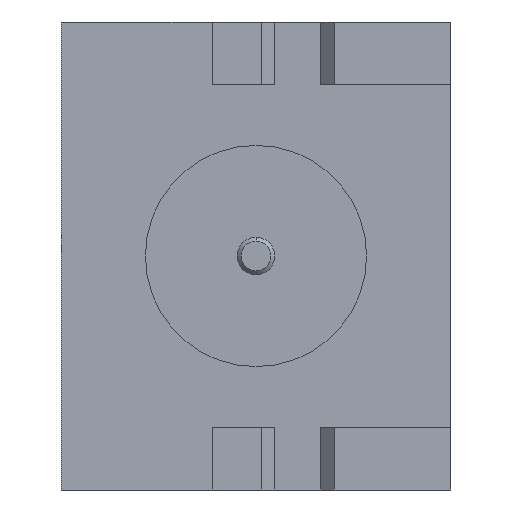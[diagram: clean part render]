
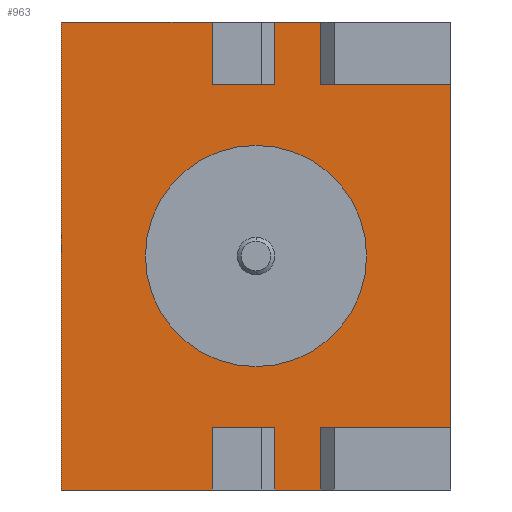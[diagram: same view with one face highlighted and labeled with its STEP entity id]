
A CAD part, left-side view. The second image highlights one B-rep face of the part: STEP entity #963.
In plain terms, the highlighted planar face has unit normal (-1, 0, 0).
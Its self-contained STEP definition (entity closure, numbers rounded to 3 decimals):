
#9 = EDGE_CURVE ( 'NONE', #2281, #1914, #289, .T. ) ;
#12 = CARTESIAN_POINT ( 'NONE',  ( -0.635, 3.96, -4.76 ) ) ;
#21 = ORIENTED_EDGE ( 'NONE', *, *, #67, .F. ) ;
#67 = EDGE_CURVE ( 'NONE', #350, #2230, #153, .T. ) ;
#84 = EDGE_CURVE ( 'NONE', #828, #2182, #1202, .T. ) ;
#122 = DIRECTION ( 'NONE',  ( 0., 0., 1. ) ) ;
#129 = EDGE_CURVE ( 'NONE', #1730, #413, #915, .T. ) ;
#133 = VERTEX_POINT ( 'NONE', #1990 ) ;
#134 = CARTESIAN_POINT ( 'NONE',  ( -0.635, 3.96, -4.76 ) ) ;
#153 = LINE ( 'NONE', #2216, #1006 ) ;
#171 = CARTESIAN_POINT ( 'NONE',  ( -0.635, -0.38, 3.49 ) ) ;
#175 = ORIENTED_EDGE ( 'NONE', *, *, #1667, .F. ) ;
#179 = LINE ( 'NONE', #934, #784 ) ;
#188 = VECTOR ( 'NONE', #411, 1000. ) ;
#209 = CARTESIAN_POINT ( 'NONE',  ( -0.635, 0., 0. ) ) ;
#241 = CARTESIAN_POINT ( 'NONE',  ( -0.635, -3.96, -4.76 ) ) ;
#261 = AXIS2_PLACEMENT_3D ( 'NONE', #521, #726, #2007 ) ;
#271 = AXIS2_PLACEMENT_3D ( 'NONE', #2415, #768, #1303 ) ;
#279 = EDGE_CURVE ( 'NONE', #133, #2000, #1489, .T. ) ;
#289 = LINE ( 'NONE', #450, #1434 ) ;
#308 = VECTOR ( 'NONE', #737, 1000. ) ;
#321 = VERTEX_POINT ( 'NONE', #819 ) ;
#324 = CARTESIAN_POINT ( 'NONE',  ( -0.635, -1.32, 4.76 ) ) ;
#350 = VERTEX_POINT ( 'NONE', #1405 ) ;
#357 = CARTESIAN_POINT ( 'NONE',  ( -0.635, -3.96, -3.49 ) ) ;
#359 = ORIENTED_EDGE ( 'NONE', *, *, #1967, .F. ) ;
#361 = CARTESIAN_POINT ( 'NONE',  ( -0.635, 3.96, 4.76 ) ) ;
#390 = LINE ( 'NONE', #1659, #736 ) ;
#405 = ORIENTED_EDGE ( 'NONE', *, *, #1146, .F. ) ;
#411 = DIRECTION ( 'NONE',  ( 0., -1., 0. ) ) ;
#413 = VERTEX_POINT ( 'NONE', #1533 ) ;
#414 = CARTESIAN_POINT ( 'NONE',  ( -0.635, -1.32, -3.49 ) ) ;
#420 = LINE ( 'NONE', #2282, #1165 ) ;
#436 = ORIENTED_EDGE ( 'NONE', *, *, #129, .F. ) ;
#450 = CARTESIAN_POINT ( 'NONE',  ( -0.635, -1.32, -4.76 ) ) ;
#473 = CARTESIAN_POINT ( 'NONE',  ( -0.635, -3.96, 4.76 ) ) ;
#478 = DIRECTION ( 'NONE',  ( 0., 0., 1. ) ) ;
#496 = CARTESIAN_POINT ( 'NONE',  ( -0.635, -0.38, 4.76 ) ) ;
#497 = CARTESIAN_POINT ( 'NONE',  ( -0.635, 0., 2.25 ) ) ;
#512 = CARTESIAN_POINT ( 'NONE',  ( -0.635, -1.32, 3.49 ) ) ;
#515 = ORIENTED_EDGE ( 'NONE', *, *, #559, .F. ) ;
#516 = LINE ( 'NONE', #134, #1090 ) ;
#521 = CARTESIAN_POINT ( 'NONE',  ( -0.635, 0., 0. ) ) ;
#524 = VERTEX_POINT ( 'NONE', #813 ) ;
#544 = ORIENTED_EDGE ( 'NONE', *, *, #1762, .F. ) ;
#556 = DIRECTION ( 'NONE',  ( 0., 0., -1. ) ) ;
#558 = ORIENTED_EDGE ( 'NONE', *, *, #9, .F. ) ;
#559 = EDGE_CURVE ( 'NONE', #2000, #758, #994, .T. ) ;
#588 = FACE_BOUND ( 'NONE', #1231, .T. ) ;
#616 = VECTOR ( 'NONE', #556, 1000. ) ;
#630 = DIRECTION ( 'NONE',  ( 0., 0., 1. ) ) ;
#695 = VECTOR ( 'NONE', #1658, 1000. ) ;
#715 = CARTESIAN_POINT ( 'NONE',  ( -0.635, -3.96, 4.76 ) ) ;
#726 = DIRECTION ( 'NONE',  ( -1., 0., 0. ) ) ;
#727 = FACE_OUTER_BOUND ( 'NONE', #2357, .T. ) ;
#736 = VECTOR ( 'NONE', #1490, 1000. ) ;
#737 = DIRECTION ( 'NONE',  ( 0., -1., 0. ) ) ;
#756 = PLANE ( 'NONE',  #271 ) ;
#758 = VERTEX_POINT ( 'NONE', #12 ) ;
#766 = ORIENTED_EDGE ( 'NONE', *, *, #1468, .F. ) ;
#768 = DIRECTION ( 'NONE',  ( 1., 0., 0. ) ) ;
#784 = VECTOR ( 'NONE', #2244, 1000. ) ;
#788 = ORIENTED_EDGE ( 'NONE', *, *, #1178, .F. ) ;
#812 = CARTESIAN_POINT ( 'NONE',  ( -0.635, -1.32, -4.76 ) ) ;
#813 = CARTESIAN_POINT ( 'NONE',  ( -0.635, -0.38, -4.76 ) ) ;
#816 = DIRECTION ( 'NONE',  ( 0., 0., -1. ) ) ;
#819 = CARTESIAN_POINT ( 'NONE',  ( -0.635, -0.38, -3.49 ) ) ;
#828 = VERTEX_POINT ( 'NONE', #497 ) ;
#843 = LINE ( 'NONE', #1768, #2107 ) ;
#857 = VECTOR ( 'NONE', #2119, 1000. ) ;
#904 = CARTESIAN_POINT ( 'NONE',  ( -0.635, 0.89, 3.49 ) ) ;
#915 = LINE ( 'NONE', #496, #695 ) ;
#934 = CARTESIAN_POINT ( 'NONE',  ( -0.635, 0.89, 4.76 ) ) ;
#940 = EDGE_CURVE ( 'NONE', #321, #133, #390, .T. ) ;
#958 = ORIENTED_EDGE ( 'NONE', *, *, #84, .F. ) ;
#961 = LINE ( 'NONE', #2264, #188 ) ;
#963 = ADVANCED_FACE ( 'NONE', ( #588, #727 ), #756, .F. ) ;
#975 = VECTOR ( 'NONE', #122, 1000. ) ;
#979 = LINE ( 'NONE', #241, #2414 ) ;
#994 = LINE ( 'NONE', #1585, #857 ) ;
#1005 = ORIENTED_EDGE ( 'NONE', *, *, #2169, .F. ) ;
#1006 = VECTOR ( 'NONE', #1052, 1000. ) ;
#1030 = EDGE_CURVE ( 'NONE', #1779, #1730, #961, .T. ) ;
#1052 = DIRECTION ( 'NONE',  ( 0., 0., -1. ) ) ;
#1058 = VERTEX_POINT ( 'NONE', #1350 ) ;
#1090 = VECTOR ( 'NONE', #478, 1000. ) ;
#1146 = EDGE_CURVE ( 'NONE', #413, #1573, #1211, .T. ) ;
#1165 = VECTOR ( 'NONE', #816, 1000. ) ;
#1178 = EDGE_CURVE ( 'NONE', #1914, #524, #979, .T. ) ;
#1186 = DIRECTION ( 'NONE',  ( 0., -1., 0. ) ) ;
#1202 = CIRCLE ( 'NONE', #261, 2.25 ) ;
#1211 = LINE ( 'NONE', #473, #2336 ) ;
#1221 = VERTEX_POINT ( 'NONE', #512 ) ;
#1231 = EDGE_LOOP ( 'NONE', ( #958, #2124 ) ) ;
#1303 = DIRECTION ( 'NONE',  ( 0., 0., -1. ) ) ;
#1333 = VERTEX_POINT ( 'NONE', #361 ) ;
#1350 = CARTESIAN_POINT ( 'NONE',  ( -0.635, 0.89, 4.76 ) ) ;
#1405 = CARTESIAN_POINT ( 'NONE',  ( -0.635, -3.96, 3.49 ) ) ;
#1434 = VECTOR ( 'NONE', #2343, 1000. ) ;
#1467 = LINE ( 'NONE', #715, #308 ) ;
#1468 = EDGE_CURVE ( 'NONE', #1221, #350, #843, .T. ) ;
#1489 = LINE ( 'NONE', #2227, #616 ) ;
#1490 = DIRECTION ( 'NONE',  ( 0., 1., 0. ) ) ;
#1491 = EDGE_CURVE ( 'NONE', #1573, #1221, #420, .T. ) ;
#1493 = LINE ( 'NONE', #357, #1601 ) ;
#1505 = DIRECTION ( 'NONE',  ( 0., 1., 0. ) ) ;
#1533 = CARTESIAN_POINT ( 'NONE',  ( -0.635, -0.38, 4.76 ) ) ;
#1573 = VERTEX_POINT ( 'NONE', #324 ) ;
#1585 = CARTESIAN_POINT ( 'NONE',  ( -0.635, -3.96, -4.76 ) ) ;
#1598 = CIRCLE ( 'NONE', #1671, 2.25 ) ;
#1601 = VECTOR ( 'NONE', #1505, 1000. ) ;
#1658 = DIRECTION ( 'NONE',  ( 0., 0., 1. ) ) ;
#1659 = CARTESIAN_POINT ( 'NONE',  ( -0.635, 0.89, -3.49 ) ) ;
#1667 = EDGE_CURVE ( 'NONE', #1058, #1779, #179, .T. ) ;
#1671 = AXIS2_PLACEMENT_3D ( 'NONE', #209, #2088, #630 ) ;
#1724 = CARTESIAN_POINT ( 'NONE',  ( -0.635, -3.96, -3.49 ) ) ;
#1730 = VERTEX_POINT ( 'NONE', #171 ) ;
#1734 = ORIENTED_EDGE ( 'NONE', *, *, #279, .F. ) ;
#1762 = EDGE_CURVE ( 'NONE', #1333, #1058, #1467, .T. ) ;
#1768 = CARTESIAN_POINT ( 'NONE',  ( -0.635, -3.96, 3.49 ) ) ;
#1772 = ORIENTED_EDGE ( 'NONE', *, *, #940, .F. ) ;
#1779 = VERTEX_POINT ( 'NONE', #904 ) ;
#1860 = EDGE_CURVE ( 'NONE', #2182, #828, #1598, .T. ) ;
#1871 = CARTESIAN_POINT ( 'NONE',  ( -0.635, 0., -2.25 ) ) ;
#1882 = ORIENTED_EDGE ( 'NONE', *, *, #1491, .F. ) ;
#1906 = LINE ( 'NONE', #1941, #975 ) ;
#1914 = VERTEX_POINT ( 'NONE', #812 ) ;
#1941 = CARTESIAN_POINT ( 'NONE',  ( -0.635, -0.38, -4.76 ) ) ;
#1954 = DIRECTION ( 'NONE',  ( 0., 1., 0. ) ) ;
#1957 = ORIENTED_EDGE ( 'NONE', *, *, #2364, .F. ) ;
#1967 = EDGE_CURVE ( 'NONE', #758, #1333, #516, .T. ) ;
#1990 = CARTESIAN_POINT ( 'NONE',  ( -0.635, 0.89, -3.49 ) ) ;
#2000 = VERTEX_POINT ( 'NONE', #2358 ) ;
#2007 = DIRECTION ( 'NONE',  ( 0., 0., 1. ) ) ;
#2088 = DIRECTION ( 'NONE',  ( -1., 0., 0. ) ) ;
#2107 = VECTOR ( 'NONE', #2313, 1000. ) ;
#2108 = ORIENTED_EDGE ( 'NONE', *, *, #1030, .F. ) ;
#2119 = DIRECTION ( 'NONE',  ( 0., 1., 0. ) ) ;
#2124 = ORIENTED_EDGE ( 'NONE', *, *, #1860, .F. ) ;
#2169 = EDGE_CURVE ( 'NONE', #2230, #2281, #1493, .T. ) ;
#2182 = VERTEX_POINT ( 'NONE', #1871 ) ;
#2216 = CARTESIAN_POINT ( 'NONE',  ( -0.635, -3.96, -4.76 ) ) ;
#2227 = CARTESIAN_POINT ( 'NONE',  ( -0.635, 0.89, -4.76 ) ) ;
#2230 = VERTEX_POINT ( 'NONE', #1724 ) ;
#2244 = DIRECTION ( 'NONE',  ( 0., 0., -1. ) ) ;
#2264 = CARTESIAN_POINT ( 'NONE',  ( -0.635, 0.89, 3.49 ) ) ;
#2281 = VERTEX_POINT ( 'NONE', #414 ) ;
#2282 = CARTESIAN_POINT ( 'NONE',  ( -0.635, -1.32, 4.76 ) ) ;
#2313 = DIRECTION ( 'NONE',  ( 0., -1., 0. ) ) ;
#2336 = VECTOR ( 'NONE', #1186, 1000. ) ;
#2343 = DIRECTION ( 'NONE',  ( 0., 0., -1. ) ) ;
#2357 = EDGE_LOOP ( 'NONE', ( #1005, #21, #766, #1882, #405, #436, #2108, #175, #544, #359, #515, #1734, #1772, #1957, #788, #558 ) ) ;
#2358 = CARTESIAN_POINT ( 'NONE',  ( -0.635, 0.89, -4.76 ) ) ;
#2364 = EDGE_CURVE ( 'NONE', #524, #321, #1906, .T. ) ;
#2414 = VECTOR ( 'NONE', #1954, 1000. ) ;
#2415 = CARTESIAN_POINT ( 'NONE',  ( -0.635, 0., 0. ) ) ;
